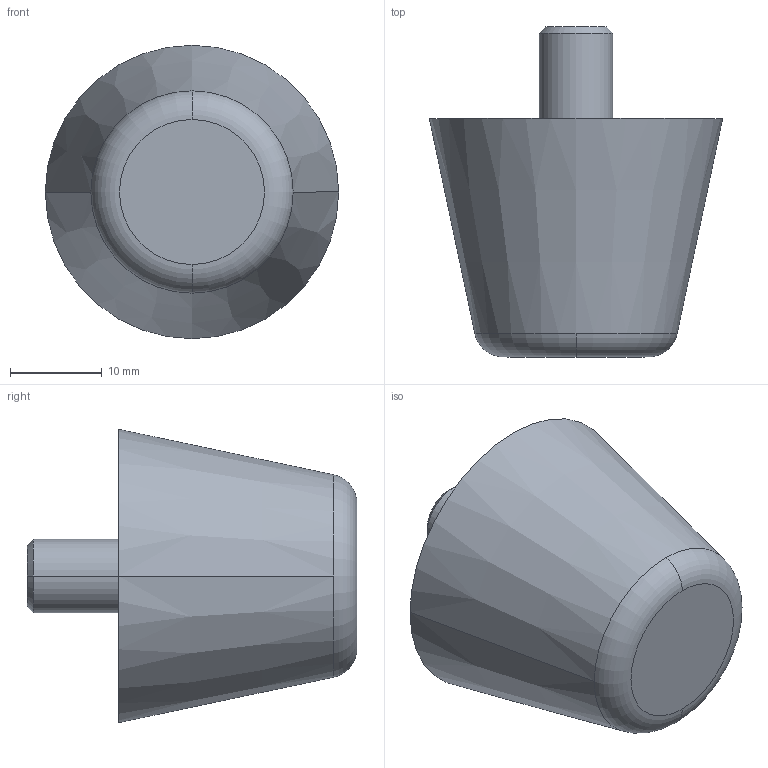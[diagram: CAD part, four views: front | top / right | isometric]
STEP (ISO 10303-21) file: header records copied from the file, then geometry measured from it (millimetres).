
FILE_DESCRIPTION(('STEP AP214'),'1');
FILE_NAME('HALDERN_EH_25151_0132.stp','2020-02-28T09:43:01',('TraceParts'),('TraceParts S.A.'),'Spatial InterOp 3D',' ',' ');
FILE_SCHEMA(('AUTOMOTIVE_DESIGN { 1 0 10303 214 1 1 1 1 }'));
Length unit declared in the file: millimetre
Products named in the file (1): HALDERN_EH_25151_0132_1
Bounding box: 32 x 36 x 32 mm (x, y, z)
Volume: 15183.5 mm3; surface area: 5430.6 mm2
Topology: 3 solids, 3 shells, 24 faces, 47 edges, 31 vertices
Faces by surface type: cylinder 10, plane 8, cone 4, torus 2
Entity records: 856 total; most frequent: DIRECTION 134, CARTESIAN_POINT 105, ORIENTED_EDGE 94, AXIS2_PLACEMENT_3D 60, EDGE_CURVE 47, CIRCLE 33, VERTEX_POINT 31, EDGE_LOOP 28
